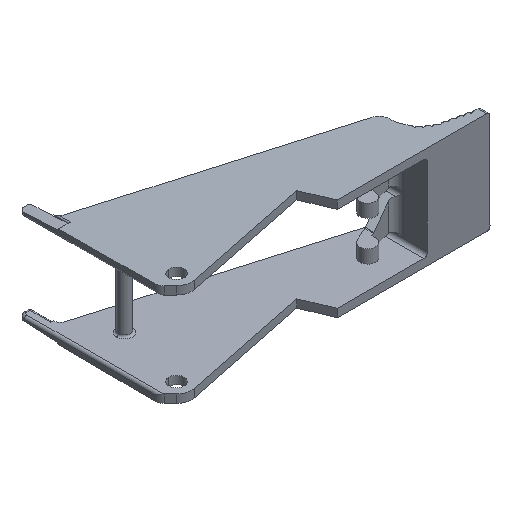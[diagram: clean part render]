
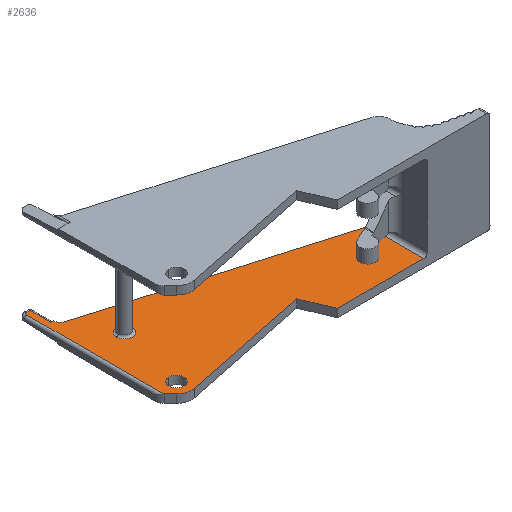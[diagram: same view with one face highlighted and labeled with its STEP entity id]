
A CAD part, isometric view. The second image highlights one B-rep face of the part: STEP entity #2636.
In plain terms, the highlighted planar face has unit normal (0, 0, 1).
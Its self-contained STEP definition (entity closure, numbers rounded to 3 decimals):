
#196=DIRECTION('',(-1.,0.,0.));
#197=VECTOR('',#196,13.113);
#198=CARTESIAN_POINT('',(34.95,-2.58,-6.5));
#199=LINE('',#198,#197);
#200=DIRECTION('',(-0.391,0.921,0.));
#201=VECTOR('',#200,4.7);
#202=CARTESIAN_POINT('',(21.837,-2.58,-6.5));
#203=LINE('',#202,#201);
#204=DIRECTION('',(-0.98,-0.201,0.));
#205=VECTOR('',#204,19.944);
#206=CARTESIAN_POINT('',(20.,1.747,-6.5));
#207=LINE('',#206,#205);
#208=CARTESIAN_POINT('',(0.,0.,-6.5));
#209=DIRECTION('',(0.,0.,-1.));
#210=DIRECTION('',(0.201,-0.98,0.));
#211=AXIS2_PLACEMENT_3D('',#208,#209,#210);
#213=DIRECTION('',(-0.707,0.707,0.));
#214=VECTOR('',#213,1.321);
#215=CARTESIAN_POINT('',(-1.626,-1.626,-6.5));
#216=LINE('',#215,#214);
#217=CARTESIAN_POINT('',(-1.5,0.369,-6.5));
#218=DIRECTION('',(0.,0.,-1.));
#219=DIRECTION('',(-0.707,-0.707,0.));
#220=AXIS2_PLACEMENT_3D('',#217,#218,#219);
#222=CARTESIAN_POINT('',(-2.2,20.12,-6.5));
#223=DIRECTION('',(0.,0.,-1.));
#224=DIRECTION('',(-1.,0.,0.));
#225=AXIS2_PLACEMENT_3D('',#222,#223,#224);
#227=CARTESIAN_POINT('',(-0.35,17.294,-6.5));
#228=DIRECTION('',(0.,0.,1.));
#229=DIRECTION('',(-1.,0.,0.));
#230=AXIS2_PLACEMENT_3D('',#227,#228,#229);
#232=DIRECTION('',(0.959,-0.283,0.));
#233=VECTOR('',#232,37.515);
#234=CARTESIAN_POINT('',(-0.633,16.335,-6.5));
#235=LINE('',#234,#233);
#236=CARTESIAN_POINT('',(34.9,4.195,-6.5));
#237=DIRECTION('',(0.,0.,-1.));
#238=DIRECTION('',(0.283,0.959,0.));
#239=AXIS2_PLACEMENT_3D('',#236,#237,#238);
#241=CARTESIAN_POINT('',(34.9,4.195,-6.5));
#242=DIRECTION('',(0.,0.,-1.));
#243=DIRECTION('',(0.375,0.927,0.));
#244=AXIS2_PLACEMENT_3D('',#241,#242,#243);
#246=CARTESIAN_POINT('',(41.1,4.148,-6.5));
#247=DIRECTION('',(0.,0.,1.));
#248=DIRECTION('',(-1.,0.,0.));
#249=AXIS2_PLACEMENT_3D('',#246,#247,#248);
#251=CARTESIAN_POINT('',(35.313,2.22,-6.5));
#252=DIRECTION('',(0.,0.,1.));
#253=DIRECTION('',(0.949,0.316,0.));
#254=AXIS2_PLACEMENT_3D('',#251,#252,#253);
#256=CARTESIAN_POINT('',(35.313,2.22,-6.5));
#257=DIRECTION('',(0.,0.,1.));
#258=DIRECTION('',(0.125,0.992,0.));
#259=AXIS2_PLACEMENT_3D('',#256,#257,#258);
#261=CARTESIAN_POINT('',(2.5,10.42,-6.5));
#262=DIRECTION('',(0.,0.,1.));
#263=DIRECTION('',(1.,0.,0.));
#264=AXIS2_PLACEMENT_3D('',#261,#262,#263);
#266=CARTESIAN_POINT('',(2.5,10.42,-6.5));
#267=DIRECTION('',(0.,0.,1.));
#268=DIRECTION('',(-1.,0.,0.));
#269=AXIS2_PLACEMENT_3D('',#266,#267,#268);
#271=CARTESIAN_POINT('',(0.,0.,-6.5));
#272=DIRECTION('',(0.,0.,1.));
#273=DIRECTION('',(0.,-1.,0.));
#274=AXIS2_PLACEMENT_3D('',#271,#272,#273);
#276=CARTESIAN_POINT('',(0.,0.,-6.5));
#277=DIRECTION('',(0.,0.,1.));
#278=DIRECTION('',(0.,1.,0.));
#279=AXIS2_PLACEMENT_3D('',#276,#277,#278);
#408=DIRECTION('',(0.,1.,0.));
#409=VECTOR('',#408,0.047);
#410=CARTESIAN_POINT('',(36.5,4.148,-6.5));
#411=LINE('',#410,#409);
#420=DIRECTION('',(0.,1.,0.));
#421=VECTOR('',#420,0.082);
#422=CARTESIAN_POINT('',(-1.35,17.294,-6.5));
#423=LINE('',#422,#421);
#439=DIRECTION('',(0.,1.,0.));
#440=VECTOR('',#439,3.144);
#441=CARTESIAN_POINT('',(-1.75,17.376,-6.5));
#442=LINE('',#441,#440);
#464=DIRECTION('',(-1.,0.,0.));
#465=VECTOR('',#464,0.4);
#466=CARTESIAN_POINT('',(-1.35,17.376,-6.5));
#467=LINE('',#466,#465);
#486=DIRECTION('',(-1.,0.,0.));
#487=VECTOR('',#486,0.45);
#488=CARTESIAN_POINT('',(-1.75,20.52,-6.5));
#489=LINE('',#488,#487);
#542=DIRECTION('',(0.,-1.,0.));
#543=VECTOR('',#542,20.771);
#544=CARTESIAN_POINT('',(-2.6,20.12,-6.5));
#545=LINE('',#544,#543);
#1477=DIRECTION('',(0.,1.,0.));
#1478=VECTOR('',#1477,6.255);
#1479=CARTESIAN_POINT('',(34.95,-2.58,-6.5));
#1480=LINE('',#1479,#1478);
#1945=CARTESIAN_POINT('',(21.837,-2.58,-6.5));
#1947=VERTEX_POINT('',#1945);
#1949=CARTESIAN_POINT('',(34.95,-2.58,-6.5));
#1950=VERTEX_POINT('',#1949);
#1990=CARTESIAN_POINT('',(36.736,2.694,-6.5));
#1992=VERTEX_POINT('',#1990);
#1994=CARTESIAN_POINT('',(36.5,4.148,-6.5));
#1996=VERTEX_POINT('',#1994);
#2001=CARTESIAN_POINT('',(20.,1.747,-6.5));
#2002=VERTEX_POINT('',#2001);
#2003=CARTESIAN_POINT('',(0.461,-2.253,-6.5));
#2004=VERTEX_POINT('',#2003);
#2005=CARTESIAN_POINT('',(-1.626,-1.626,-6.5));
#2006=VERTEX_POINT('',#2005);
#2007=CARTESIAN_POINT('',(-2.561,-0.692,-6.5));
#2008=VERTEX_POINT('',#2007);
#2009=CARTESIAN_POINT('',(-2.6,-0.651,-6.5));
#2010=VERTEX_POINT('',#2009);
#2011=CARTESIAN_POINT('',(-2.6,20.12,-6.5));
#2012=CARTESIAN_POINT('',(-2.2,20.52,-6.5));
#2013=VERTEX_POINT('',#2011);
#2014=VERTEX_POINT('',#2012);
#2015=CARTESIAN_POINT('',(-1.35,17.376,-6.5));
#2016=CARTESIAN_POINT('',(-1.75,17.376,-6.5));
#2017=VERTEX_POINT('',#2015);
#2018=VERTEX_POINT('',#2016);
#2019=CARTESIAN_POINT('',(-1.35,17.294,-6.5));
#2020=VERTEX_POINT('',#2019);
#2021=CARTESIAN_POINT('',(-0.633,16.335,-6.5));
#2022=VERTEX_POINT('',#2021);
#2023=CARTESIAN_POINT('',(35.352,5.73,-6.5));
#2024=VERTEX_POINT('',#2023);
#2025=CARTESIAN_POINT('',(35.5,5.679,-6.5));
#2026=VERTEX_POINT('',#2025);
#2027=CARTESIAN_POINT('',(36.5,4.195,-6.5));
#2028=VERTEX_POINT('',#2027);
#2029=CARTESIAN_POINT('',(35.5,3.708,-6.5));
#2030=VERTEX_POINT('',#2029);
#2031=CARTESIAN_POINT('',(34.95,3.675,-6.5));
#2032=VERTEX_POINT('',#2031);
#2033=CARTESIAN_POINT('',(3.7,10.42,-6.5));
#2034=CARTESIAN_POINT('',(1.3,10.42,-6.5));
#2035=VERTEX_POINT('',#2033);
#2036=VERTEX_POINT('',#2034);
#2037=CARTESIAN_POINT('',(0.,-1.15,-6.5));
#2038=CARTESIAN_POINT('',(0.,1.15,-6.5));
#2039=VERTEX_POINT('',#2037);
#2040=VERTEX_POINT('',#2038);
#2089=CARTESIAN_POINT('',(-1.75,20.52,-6.5));
#2090=VERTEX_POINT('',#2089);
#2579=CARTESIAN_POINT('',(17.068,8.97,-6.5));
#2580=DIRECTION('',(0.,0.,1.));
#2581=DIRECTION('',(-1.,0.,0.));
#2582=AXIS2_PLACEMENT_3D('',#2579,#2580,#2581);
#2583=PLANE('',#2582);
#2584=ORIENTED_EDGE('',*,*,#2477,.T.);
#2586=ORIENTED_EDGE('',*,*,#2585,.T.);
#2588=ORIENTED_EDGE('',*,*,#2587,.T.);
#2590=ORIENTED_EDGE('',*,*,#2589,.T.);
#2592=ORIENTED_EDGE('',*,*,#2591,.T.);
#2594=ORIENTED_EDGE('',*,*,#2593,.T.);
#2596=ORIENTED_EDGE('',*,*,#2595,.F.);
#2598=ORIENTED_EDGE('',*,*,#2597,.T.);
#2600=ORIENTED_EDGE('',*,*,#2599,.F.);
#2602=ORIENTED_EDGE('',*,*,#2601,.F.);
#2604=ORIENTED_EDGE('',*,*,#2603,.F.);
#2606=ORIENTED_EDGE('',*,*,#2605,.F.);
#2608=ORIENTED_EDGE('',*,*,#2607,.T.);
#2610=ORIENTED_EDGE('',*,*,#2609,.T.);
#2612=ORIENTED_EDGE('',*,*,#2611,.T.);
#2614=ORIENTED_EDGE('',*,*,#2613,.T.);
#2616=ORIENTED_EDGE('',*,*,#2615,.F.);
#2617=ORIENTED_EDGE('',*,*,#2562,.T.);
#2618=ORIENTED_EDGE('',*,*,#2410,.T.);
#2619=ORIENTED_EDGE('',*,*,#2408,.T.);
#2621=ORIENTED_EDGE('',*,*,#2620,.F.);
#2622=EDGE_LOOP('',(#2584,#2586,#2588,#2590,#2592,#2594,#2596,#2598,#2600,#2602,
#2604,#2606,#2608,#2610,#2612,#2614,#2616,#2617,#2618,#2619,#2621));
#2623=FACE_OUTER_BOUND('',#2622,.F.);
#2625=ORIENTED_EDGE('',*,*,#2624,.T.);
#2627=ORIENTED_EDGE('',*,*,#2626,.T.);
#2628=EDGE_LOOP('',(#2625,#2627));
#2629=FACE_BOUND('',#2628,.F.);
#2631=ORIENTED_EDGE('',*,*,#2630,.T.);
#2633=ORIENTED_EDGE('',*,*,#2632,.T.);
#2634=EDGE_LOOP('',(#2631,#2633));
#2635=FACE_BOUND('',#2634,.F.);
#212=CIRCLE('',#211,2.3);
#221=CIRCLE('',#220,1.5);
#226=CIRCLE('',#225,0.4);
#231=CIRCLE('',#230,1.);
#240=CIRCLE('',#239,1.6);
#245=CIRCLE('',#244,1.6);
#250=CIRCLE('',#249,4.6);
#255=CIRCLE('',#254,1.5);
#260=CIRCLE('',#259,1.5);
#265=CIRCLE('',#264,1.2);
#270=CIRCLE('',#269,1.2);
#275=CIRCLE('',#274,1.15);
#280=CIRCLE('',#279,1.15);
#2408=EDGE_CURVE('',#2030,#2032,#260,.T.);
#2410=EDGE_CURVE('',#1992,#2030,#255,.T.);
#2477=EDGE_CURVE('',#1950,#1947,#199,.T.);
#2562=EDGE_CURVE('',#1996,#1992,#250,.T.);
#2585=EDGE_CURVE('',#1947,#2002,#203,.T.);
#2587=EDGE_CURVE('',#2002,#2004,#207,.T.);
#2589=EDGE_CURVE('',#2004,#2006,#212,.T.);
#2591=EDGE_CURVE('',#2006,#2008,#216,.T.);
#2593=EDGE_CURVE('',#2008,#2010,#221,.T.);
#2595=EDGE_CURVE('',#2013,#2010,#545,.T.);
#2597=EDGE_CURVE('',#2013,#2014,#226,.T.);
#2599=EDGE_CURVE('',#2090,#2014,#489,.T.);
#2601=EDGE_CURVE('',#2018,#2090,#442,.T.);
#2603=EDGE_CURVE('',#2017,#2018,#467,.T.);
#2605=EDGE_CURVE('',#2020,#2017,#423,.T.);
#2607=EDGE_CURVE('',#2020,#2022,#231,.T.);
#2609=EDGE_CURVE('',#2022,#2024,#235,.T.);
#2611=EDGE_CURVE('',#2024,#2026,#240,.T.);
#2613=EDGE_CURVE('',#2026,#2028,#245,.T.);
#2615=EDGE_CURVE('',#1996,#2028,#411,.T.);
#2620=EDGE_CURVE('',#1950,#2032,#1480,.T.);
#2624=EDGE_CURVE('',#2035,#2036,#265,.T.);
#2626=EDGE_CURVE('',#2036,#2035,#270,.T.);
#2630=EDGE_CURVE('',#2039,#2040,#275,.T.);
#2632=EDGE_CURVE('',#2040,#2039,#280,.T.);
#2636=ADVANCED_FACE('',(#2623,#2629,#2635),#2583,.T.);
